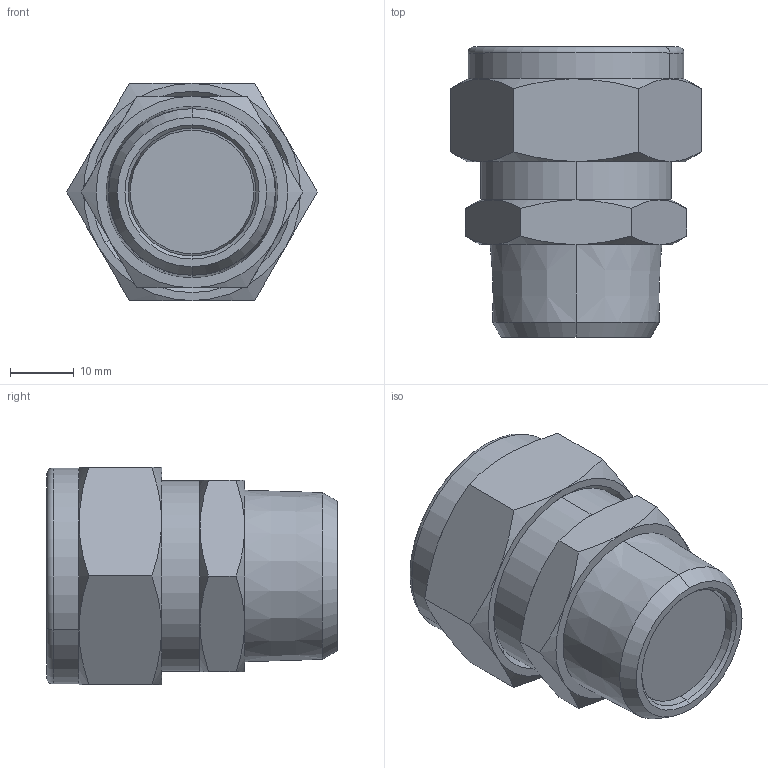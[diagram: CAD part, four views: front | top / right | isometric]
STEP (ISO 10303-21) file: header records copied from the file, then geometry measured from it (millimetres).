
FILE_DESCRIPTION (( 'STEP AP214' ), '1' );
FILE_NAME ('1048000023.step', '2013-02-25T17:16:34', ( '' ), ( '' ), 'SwSTEP 2.0', 'SolidWorks 2012', '' );
FILE_SCHEMA (( 'AUTOMOTIVE_DESIGN' ));
Length unit declared in the file: millimetre
Products named in the file (1): 1048000023
Bounding box: 39.26 x 45.5 x 34 mm (x, y, z)
Volume: 33518.2 mm3; surface area: 6932 mm2
Topology: 1 solids, 1 shells, 61 faces, 134 edges, 80 vertices
Faces by surface type: cone 32, plane 19, cylinder 8, torus 2
Entity records: 2585 total; most frequent: CARTESIAN_POINT 584, DIRECTION 270, ORIENTED_EDGE 268, EDGE_CURVE 134, AXIS2_PLACEMENT_3D 118, VERTEX_POINT 80, EDGE_LOOP 66, UNCERTAINTY_MEASURE_WITH_UNIT 64
